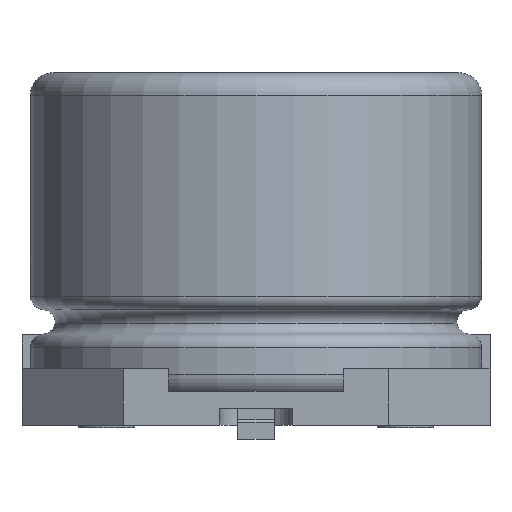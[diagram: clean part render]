
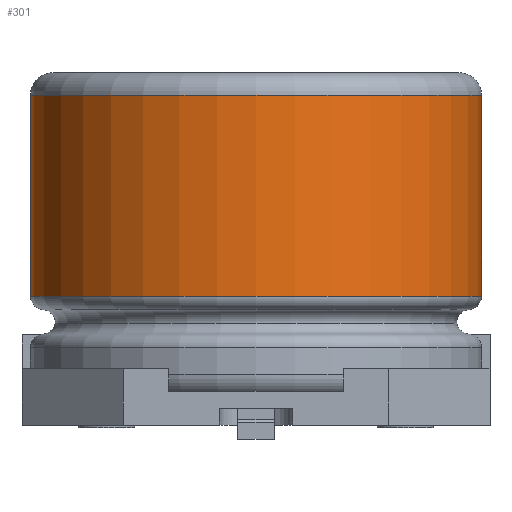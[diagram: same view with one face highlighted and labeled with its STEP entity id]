
A CAD part, front view. The second image highlights one B-rep face of the part: STEP entity #301.
In plain terms, the highlighted cylindrical face has radius 4 mm (diameter 8 mm), a full revolution.
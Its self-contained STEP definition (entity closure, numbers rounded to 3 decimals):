
#301 = ADVANCED_FACE( '', ( #775, #776 ), #777, .T. );
#775 = FACE_OUTER_BOUND( '', #1485, .T. );
#776 = FACE_OUTER_BOUND( '', #1486, .T. );
#777 = CYLINDRICAL_SURFACE( '', #1487, 4. );
#1485 = EDGE_LOOP( '', ( #2269 ) );
#1486 = EDGE_LOOP( '', ( #2270 ) );
#1487 = AXIS2_PLACEMENT_3D( '', #2271, #2272, #2273 );
#2269 = ORIENTED_EDGE( '', *, *, #4320, .T. );
#2270 = ORIENTED_EDGE( '', *, *, #4321, .T. );
#2271 = CARTESIAN_POINT( '', ( 0., 0., 9.9 ) );
#2272 = DIRECTION( '', ( 0., 0., -1. ) );
#2273 = DIRECTION( '', ( 1., 0., 0. ) );
#4320 = EDGE_CURVE( '', #5093, #5093, #5094, .T. );
#4321 = EDGE_CURVE( '', #5095, #5095, #5096, .T. );
#5093 = VERTEX_POINT( '', #6275 );
#5094 = CIRCLE( '', #6276, 4. );
#5095 = VERTEX_POINT( '', #6277 );
#5096 = CIRCLE( '', #6278, 4. );
#6275 = CARTESIAN_POINT( '', ( -4., 0., 5.35 ) );
#6276 = AXIS2_PLACEMENT_3D( '', #8169, #8170, #8171 );
#6277 = CARTESIAN_POINT( '', ( 4., 0., 1.788 ) );
#6278 = AXIS2_PLACEMENT_3D( '', #8172, #8173, #8174 );
#8169 = CARTESIAN_POINT( '', ( 0., 0., 5.35 ) );
#8170 = DIRECTION( '', ( 0., 0., -1. ) );
#8171 = DIRECTION( '', ( -1., 0., 0. ) );
#8172 = CARTESIAN_POINT( '', ( 0., 0., 1.788 ) );
#8173 = DIRECTION( '', ( 0., 0., 1. ) );
#8174 = DIRECTION( '', ( 1., 0., 0. ) );
